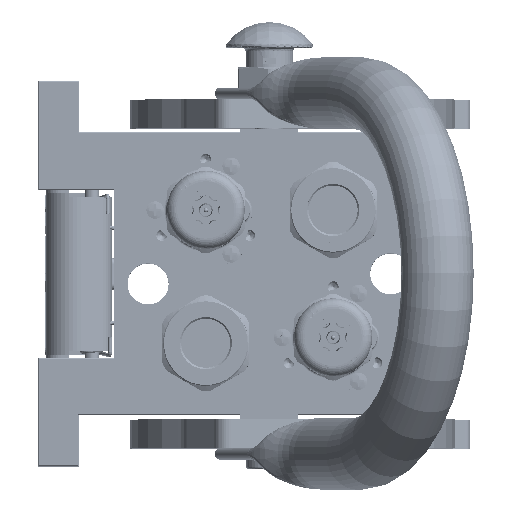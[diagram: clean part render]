
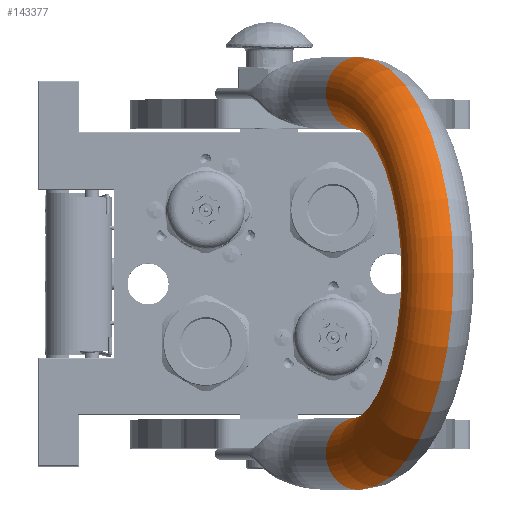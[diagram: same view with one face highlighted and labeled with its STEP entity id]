
A CAD part, top view. The second image highlights one B-rep face of the part: STEP entity #143377.
In plain terms, the highlighted toroidal (fillet/blend) face has major radius 62.25 mm and minor radius 12.5 mm.
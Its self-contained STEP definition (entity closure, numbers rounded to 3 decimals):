
#1266 = CARTESIAN_POINT ( 'NONE',  ( -74.75, 0., 25.25 ) ) ;
#5500 = CARTESIAN_POINT ( 'NONE',  ( 49.75, 0., 25.25 ) ) ;
#6501 = EDGE_CURVE ( 'NONE', #8283, #46843, #124289, .T. ) ;
#8283 = VERTEX_POINT ( 'NONE', #1266 ) ;
#9866 = ORIENTED_EDGE ( 'NONE', *, *, #145284, .T. ) ;
#13945 = EDGE_LOOP ( 'NONE', ( #9866, #139784, #27913, #121991 ) ) ;
#17444 = CARTESIAN_POINT ( 'NONE',  ( -49.75, 0., 25.25 ) ) ;
#18385 = DIRECTION ( 'NONE',  ( 1., 0., 0. ) ) ;
#27125 = CARTESIAN_POINT ( 'NONE',  ( 0., 0., 25.25 ) ) ;
#27913 = ORIENTED_EDGE ( 'NONE', *, *, #6501, .F. ) ;
#30986 = AXIS2_PLACEMENT_3D ( 'NONE', #41904, #122409, #146479 ) ;
#31508 = VERTEX_POINT ( 'NONE', #17444 ) ;
#33260 = AXIS2_PLACEMENT_3D ( 'NONE', #83421, #129308, #33658 ) ;
#33658 = DIRECTION ( 'NONE',  ( -1., 0., 0. ) ) ;
#37743 = DIRECTION ( 'NONE',  ( -1., 0., 0. ) ) ;
#41904 = CARTESIAN_POINT ( 'NONE',  ( 62.25, 0., 25.25 ) ) ;
#43090 = AXIS2_PLACEMENT_3D ( 'NONE', #27125, #82527, #37743 ) ;
#43986 = DIRECTION ( 'NONE',  ( -1., 0., 0. ) ) ;
#46843 = VERTEX_POINT ( 'NONE', #93517 ) ;
#53226 = DIRECTION ( 'NONE',  ( 0., 1., 0. ) ) ;
#59637 = FACE_OUTER_BOUND ( 'NONE', #13945, .T. ) ;
#64828 = EDGE_CURVE ( 'NONE', #8283, #31508, #125836, .T. ) ;
#66258 = CIRCLE ( 'NONE', #43090, 49.75 ) ;
#77985 = CIRCLE ( 'NONE', #30986, 12.5 ) ;
#78638 = CARTESIAN_POINT ( 'NONE',  ( 0., 0., 25.25 ) ) ;
#82527 = DIRECTION ( 'NONE',  ( 0., 1., 0. ) ) ;
#83421 = CARTESIAN_POINT ( 'NONE',  ( -62.25, 0., 25.25 ) ) ;
#93517 = CARTESIAN_POINT ( 'NONE',  ( 74.75, 0., 25.25 ) ) ;
#97519 = VERTEX_POINT ( 'NONE', #5500 ) ;
#99531 = CARTESIAN_POINT ( 'NONE',  ( 0., 0., 25.25 ) ) ;
#106512 = AXIS2_PLACEMENT_3D ( 'NONE', #99531, #53226, #18385 ) ;
#109340 = EDGE_CURVE ( 'NONE', #46843, #97519, #77985, .T. ) ;
#121991 = ORIENTED_EDGE ( 'NONE', *, *, #64828, .T. ) ;
#122409 = DIRECTION ( 'NONE',  ( 0., 0., -1. ) ) ;
#124007 = DIRECTION ( 'NONE',  ( 0., 1., 0. ) ) ;
#124134 = AXIS2_PLACEMENT_3D ( 'NONE', #78638, #124007, #43986 ) ;
#124289 = CIRCLE ( 'NONE', #124134, 74.75 ) ;
#125836 = CIRCLE ( 'NONE', #33260, 12.5 ) ;
#129308 = DIRECTION ( 'NONE',  ( 0., 0., 1. ) ) ;
#139784 = ORIENTED_EDGE ( 'NONE', *, *, #109340, .F. ) ;
#143377 = ADVANCED_FACE ( 'NONE', ( #59637 ), #147817, .T. ) ;
#145284 = EDGE_CURVE ( 'NONE', #31508, #97519, #66258, .T. ) ;
#146479 = DIRECTION ( 'NONE',  ( 1., 0., 0. ) ) ;
#147817 = TOROIDAL_SURFACE ( 'NONE', #106512, 62.25, 12.5 ) ;
